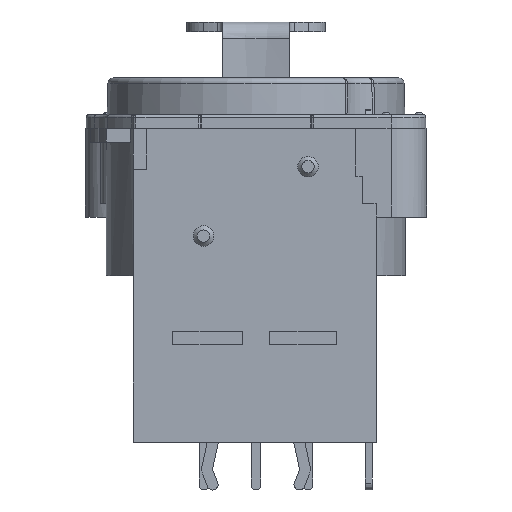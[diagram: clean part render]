
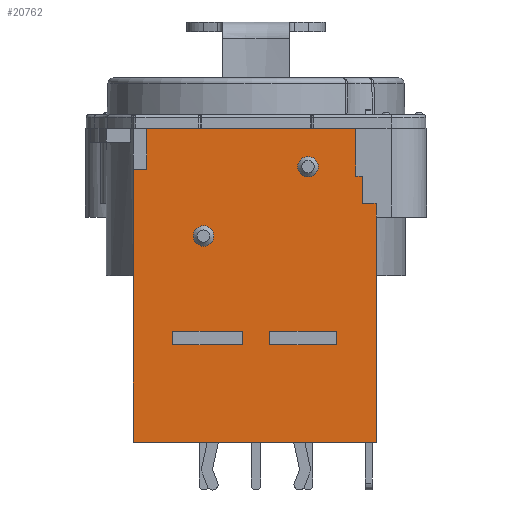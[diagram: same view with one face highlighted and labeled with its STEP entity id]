
A CAD part, front view. The second image highlights one B-rep face of the part: STEP entity #20762.
In plain terms, the highlighted planar face has unit normal (0, -1, 0).
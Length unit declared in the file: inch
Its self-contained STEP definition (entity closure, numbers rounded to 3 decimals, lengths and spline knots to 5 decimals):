
#221=FACE_BOUND('',#2677,.T.);
#222=FACE_BOUND('',#2678,.T.);
#223=FACE_BOUND('',#2679,.T.);
#224=FACE_BOUND('',#2680,.T.);
#510=CIRCLE('',#21676,0.02953);
#547=CIRCLE('',#22135,0.02953);
#1596=FACE_OUTER_BOUND('',#2676,.T.);
#2676=EDGE_LOOP('',(#16462,#16463,#16464,#16465,#16466,#16467,#16468,#16469,
#16470,#16471,#16472));
#2677=EDGE_LOOP('',(#16473,#16474,#16475,#16476));
#2678=EDGE_LOOP('',(#16477));
#2679=EDGE_LOOP('',(#16478));
#2680=EDGE_LOOP('',(#16479,#16480,#16481,#16482));
#3053=LINE('',#28070,#5373);
#3063=LINE('',#28094,#5383);
#3067=LINE('',#28102,#5387);
#3502=LINE('',#29949,#5822);
#3602=LINE('',#30480,#5922);
#4823=LINE('',#33249,#7143);
#4825=LINE('',#33252,#7145);
#4826=LINE('',#33255,#7146);
#4831=LINE('',#33265,#7151);
#4832=LINE('',#33267,#7152);
#4833=LINE('',#33269,#7153);
#4834=LINE('',#33271,#7154);
#4835=LINE('',#33273,#7155);
#4836=LINE('',#33274,#7156);
#4837=LINE('',#33276,#7157);
#4838=LINE('',#33277,#7158);
#4839=LINE('',#33278,#7159);
#4840=LINE('',#33282,#7160);
#4841=LINE('',#33283,#7161);
#5373=VECTOR('',#22721,0.3937);
#5383=VECTOR('',#22741,0.05276);
#5387=VECTOR('',#22747,0.3937);
#5822=VECTOR('',#23798,0.40669);
#5922=VECTOR('',#24224,0.3937);
#7143=VECTOR('',#26499,0.19291);
#7145=VECTOR('',#26503,0.3937);
#7146=VECTOR('',#26506,0.20079);
#7151=VECTOR('',#26515,0.3937);
#7152=VECTOR('',#26516,0.3937);
#7153=VECTOR('',#26517,0.3937);
#7154=VECTOR('',#26518,0.3937);
#7155=VECTOR('',#26519,0.3937);
#7156=VECTOR('',#26520,0.3937);
#7157=VECTOR('',#26521,0.03937);
#7158=VECTOR('',#26522,0.03937);
#7159=VECTOR('',#26523,0.3937);
#7160=VECTOR('',#26526,0.06063);
#7161=VECTOR('',#26527,0.3937);
#7704=VERTEX_POINT('',#28068);
#7705=VERTEX_POINT('',#28069);
#7713=VERTEX_POINT('',#28092);
#7714=VERTEX_POINT('',#28093);
#7717=VERTEX_POINT('',#28101);
#8124=VERTEX_POINT('',#29947);
#8125=VERTEX_POINT('',#29948);
#8240=VERTEX_POINT('',#30478);
#8241=VERTEX_POINT('',#30479);
#8304=VERTEX_POINT('',#30709);
#8310=VERTEX_POINT('',#30729);
#9133=VERTEX_POINT('',#33248);
#9134=VERTEX_POINT('',#33254);
#9137=VERTEX_POINT('',#33264);
#9138=VERTEX_POINT('',#33266);
#9139=VERTEX_POINT('',#33268);
#9140=VERTEX_POINT('',#33270);
#9141=VERTEX_POINT('',#33272);
#9142=VERTEX_POINT('',#33275);
#9143=VERTEX_POINT('',#33279);
#9144=VERTEX_POINT('',#33281);
#9601=EDGE_CURVE('',#7704,#7705,#3053,.T.);
#9614=EDGE_CURVE('',#7713,#7714,#3063,.T.);
#9618=EDGE_CURVE('',#7713,#7717,#3067,.T.);
#10204=EDGE_CURVE('',#8124,#8125,#3502,.T.);
#10402=EDGE_CURVE('',#8240,#8241,#3602,.T.);
#10497=EDGE_CURVE('',#8310,#8310,#510,.T.);
#11710=EDGE_CURVE('',#9133,#7717,#4823,.T.);
#11712=EDGE_CURVE('',#9133,#7714,#4825,.T.);
#11713=EDGE_CURVE('',#9134,#7705,#4826,.T.);
#11718=EDGE_CURVE('',#8304,#9137,#4831,.T.);
#11719=EDGE_CURVE('',#9138,#8304,#4832,.T.);
#11720=EDGE_CURVE('',#9139,#9138,#4833,.T.);
#11721=EDGE_CURVE('',#9140,#9139,#4834,.T.);
#11722=EDGE_CURVE('',#9141,#9140,#4835,.T.);
#11723=EDGE_CURVE('',#8241,#9141,#4836,.T.);
#11724=EDGE_CURVE('',#8240,#9142,#4837,.T.);
#11725=EDGE_CURVE('',#9142,#8124,#4838,.T.);
#11726=EDGE_CURVE('',#9137,#8125,#4839,.T.);
#11727=EDGE_CURVE('',#9143,#9143,#547,.T.);
#11728=EDGE_CURVE('',#7704,#9144,#4840,.T.);
#11729=EDGE_CURVE('',#9134,#9144,#4841,.T.);
#16462=ORIENTED_EDGE('',*,*,#11718,.F.);
#16463=ORIENTED_EDGE('',*,*,#11719,.F.);
#16464=ORIENTED_EDGE('',*,*,#11720,.F.);
#16465=ORIENTED_EDGE('',*,*,#11721,.F.);
#16466=ORIENTED_EDGE('',*,*,#11722,.F.);
#16467=ORIENTED_EDGE('',*,*,#11723,.F.);
#16468=ORIENTED_EDGE('',*,*,#10402,.F.);
#16469=ORIENTED_EDGE('',*,*,#11724,.T.);
#16470=ORIENTED_EDGE('',*,*,#11725,.T.);
#16471=ORIENTED_EDGE('',*,*,#10204,.T.);
#16472=ORIENTED_EDGE('',*,*,#11726,.F.);
#16473=ORIENTED_EDGE('',*,*,#9614,.T.);
#16474=ORIENTED_EDGE('',*,*,#11712,.F.);
#16475=ORIENTED_EDGE('',*,*,#11710,.T.);
#16476=ORIENTED_EDGE('',*,*,#9618,.F.);
#16477=ORIENTED_EDGE('',*,*,#10497,.F.);
#16478=ORIENTED_EDGE('',*,*,#11727,.F.);
#16479=ORIENTED_EDGE('',*,*,#11728,.T.);
#16480=ORIENTED_EDGE('',*,*,#11729,.F.);
#16481=ORIENTED_EDGE('',*,*,#11713,.T.);
#16482=ORIENTED_EDGE('',*,*,#9601,.F.);
#18759=PLANE('',#22134);
#20762=ADVANCED_FACE('',(#1596,#221,#222,#223,#224),#18759,.F.);
#21676=AXIS2_PLACEMENT_3D('',#30730,#24417,#24418);
#22134=AXIS2_PLACEMENT_3D('',#33263,#26513,#26514);
#22135=AXIS2_PLACEMENT_3D('',#33280,#26524,#26525);
#22721=DIRECTION('',(0.,0.,1.));
#22741=DIRECTION('',(-1.,0.,0.));
#22747=DIRECTION('',(0.,0.,1.));
#23798=DIRECTION('',(0.,0.,-1.));
#24224=DIRECTION('',(1.,0.,0.));
#24417=DIRECTION('center_axis',(0.,-1.,0.));
#24418=DIRECTION('ref_axis',(0.,0.,1.));
#26499=DIRECTION('',(1.,0.,0.));
#26503=DIRECTION('',(0.,0.,-1.));
#26506=DIRECTION('',(1.,0.,0.));
#26513=DIRECTION('center_axis',(0.,1.,0.));
#26514=DIRECTION('ref_axis',(1.,0.,0.));
#26515=DIRECTION('',(0.,0.,-1.));
#26516=DIRECTION('',(0.,0.,-1.));
#26517=DIRECTION('',(1.,0.,0.));
#26518=DIRECTION('',(0.,0.,-1.));
#26519=DIRECTION('',(1.,0.,0.));
#26520=DIRECTION('',(0.,0.,-1.));
#26521=DIRECTION('',(0.,0.,-1.));
#26522=DIRECTION('',(-1.,0.,0.));
#26523=DIRECTION('',(-1.,0.,0.));
#26524=DIRECTION('center_axis',(0.,-1.,0.));
#26525=DIRECTION('ref_axis',(0.392,0.,-0.92));
#26526=DIRECTION('',(-1.,0.,0.));
#26527=DIRECTION('',(0.,0.,-1.));
#28068=CARTESIAN_POINT('',(-0.06144,-0.65583,-0.66339));
#28069=CARTESIAN_POINT('',(-0.06144,-0.65583,-0.62402));
#28070=CARTESIAN_POINT('',(-0.06144,-0.65583,-0.52608));
#28092=CARTESIAN_POINT('',(0.21021,-0.65583,-0.66339));
#28093=CARTESIAN_POINT('',(0.0173,-0.65583,-0.66339));
#28094=CARTESIAN_POINT('',(0.21021,-0.65583,-0.66339));
#28101=CARTESIAN_POINT('',(0.21021,-0.65583,-0.62402));
#28102=CARTESIAN_POINT('',(0.21021,-0.65583,-0.45522));
#29947=CARTESIAN_POINT('',(-0.3764,-0.65583,-0.15748));
#29948=CARTESIAN_POINT('',(-0.3764,-0.65583,-0.94488));
#29949=CARTESIAN_POINT('',(-0.3764,-0.65583,-0.15748));
#30478=CARTESIAN_POINT('',(-0.33703,-0.65583,-0.03937));
#30479=CARTESIAN_POINT('',(0.26533,-0.65583,-0.03937));
#30480=CARTESIAN_POINT('',(-0.03882,-0.65583,-0.03937));
#30709=CARTESIAN_POINT('',(0.32438,-0.65583,-0.29528));
#30729=CARTESIAN_POINT('',(-0.17347,-0.65583,-0.37953));
#30730=CARTESIAN_POINT('Origin',(-0.17347,-0.65583,
-0.35));
#33248=CARTESIAN_POINT('',(0.0173,-0.65583,-0.62402));
#33249=CARTESIAN_POINT('',(0.0173,-0.65583,-0.62402));
#33252=CARTESIAN_POINT('',(0.0173,-0.65583,-0.52608));
#33254=CARTESIAN_POINT('',(-0.26223,-0.65583,-0.62402));
#33255=CARTESIAN_POINT('',(-0.26223,-0.65583,-0.62402));
#33263=CARTESIAN_POINT('Origin',(-0.11184,-0.65583,
-0.68898));
#33264=CARTESIAN_POINT('',(0.32438,-0.65583,-0.94488));
#33265=CARTESIAN_POINT('',(0.32438,-0.65583,-0.46457));
#33266=CARTESIAN_POINT('',(0.32438,-0.65583,-0.25591));
#33267=CARTESIAN_POINT('',(0.32438,-0.65583,-0.24213));
#33268=CARTESIAN_POINT('',(0.28501,-0.65583,-0.25591));
#33269=CARTESIAN_POINT('',(-0.03585,-0.65583,-0.25591));
#33270=CARTESIAN_POINT('',(0.28501,-0.65583,-0.17717));
#33271=CARTESIAN_POINT('',(0.28501,-0.65583,-0.34055));
#33272=CARTESIAN_POINT('',(0.26533,-0.65583,-0.17717));
#33273=CARTESIAN_POINT('',(-0.05873,-0.65583,-0.17717));
#33274=CARTESIAN_POINT('',(0.26533,-0.65583,-0.28642));
#33275=CARTESIAN_POINT('',(-0.33703,-0.65583,-0.15748));
#33276=CARTESIAN_POINT('',(-0.33703,-0.65583,-0.03937));
#33277=CARTESIAN_POINT('',(-0.33703,-0.65583,-0.15748));
#33278=CARTESIAN_POINT('',(0.14919,-0.65583,-0.94488));
#33279=CARTESIAN_POINT('',(0.12793,-0.65583,-0.17953));
#33280=CARTESIAN_POINT('Origin',(0.12793,-0.65583,-0.15));
#33281=CARTESIAN_POINT('',(-0.26223,-0.65583,-0.66339));
#33282=CARTESIAN_POINT('',(-0.2016,-0.65583,-0.66339));
#33283=CARTESIAN_POINT('',(-0.26223,-0.65583,-0.53888));
